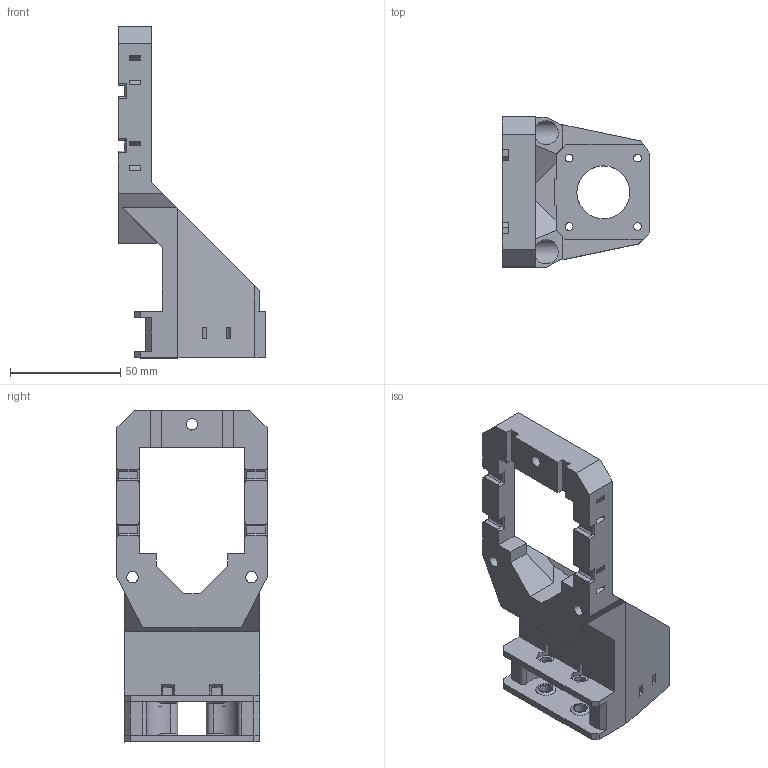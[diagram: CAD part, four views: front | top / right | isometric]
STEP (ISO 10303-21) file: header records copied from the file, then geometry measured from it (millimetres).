
FILE_DESCRIPTION(/* description */ (''),/* implementation_level */ '2;1');
FILE_NAME(/* name */ 'Side-mounted Y Belt - Motor mount.step',/* time_stamp */ '2024-04-02T07:46:10-04:00',/* author */ (''),/* organization */ (''),/* preprocessor_version */ 'ST-DEVELOPER v20',/* originating_system */ 'Autodesk Translation Framework v12.20.1.177',/* authorisation */ '');
FILE_SCHEMA (('AUTOMOTIVE_DESIGN { 1 0 10303 214 3 1 1 }'));
Length unit declared in the file: inch
Products named in the file (1): Side-mounted Y Belt - Motor mount
Bounding box: 66.79 x 68 x 150.41 mm (x, y, z)
Volume: 121722.5 mm3; surface area: 42211.4 mm2
Topology: 1 solids, 1 shells, 228 faces, 651 edges, 433 vertices
Faces by surface type: plane 161, cylinder 63, torus 4
Full cylindrical faces by diameter (mm): 2.5 x4, 3.5 x4, 5.2 x3, 5.35 x4, 7.5 x4, 11 x3, 24 x1
Entity records: 7578 total; most frequent: CARTESIAN_POINT 1317, ORIENTED_EDGE 1310, DIRECTION 1266, EDGE_CURVE 655, LINE 502, VECTOR 502, VERTEX_POINT 433, AXIS2_PLACEMENT_3D 382
